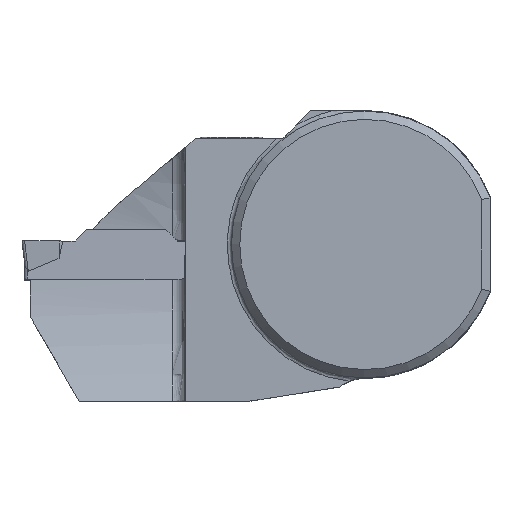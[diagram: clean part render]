
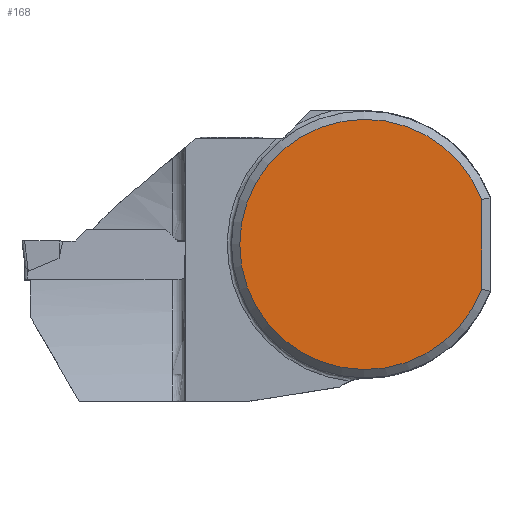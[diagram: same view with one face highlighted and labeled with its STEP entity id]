
A CAD part, top view. The second image highlights one B-rep face of the part: STEP entity #168.
In plain terms, the highlighted planar face has unit normal (0, 0, 1).
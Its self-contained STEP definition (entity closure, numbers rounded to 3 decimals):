
#120=PLANE('',#1759);
#168=ADVANCED_FACE('',(#285),#120,.F.);
#285=FACE_OUTER_BOUND('',#370,.T.);
#370=EDGE_LOOP('',(#782,#783));
#536=LINE('',#2403,#653);
#653=VECTOR('',#1942,1.);
#782=ORIENTED_EDGE('',*,*,#1412,.F.);
#783=ORIENTED_EDGE('',*,*,#1413,.T.);
#1256=VERTEX_POINT('',#2404);
#1257=VERTEX_POINT('',#2405);
#1412=EDGE_CURVE('',#1256,#1257,#536,.T.);
#1413=EDGE_CURVE('',#1256,#1257,#1639,.T.);
#1639=CIRCLE('',#1758,15.);
#1758=AXIS2_PLACEMENT_3D('',#2406,#1943,#1944);
#1759=AXIS2_PLACEMENT_3D('',#2407,#1945,#1946);
#1942=DIRECTION('',(0.,-1.,0.));
#1943=DIRECTION('',(0.,0.,1.));
#1944=DIRECTION('',(-1.,0.,0.));
#1945=DIRECTION('',(0.,0.,-1.));
#1946=DIRECTION('',(-1.,0.,0.));
#2403=CARTESIAN_POINT('',(14.,0.,0.325));
#2404=CARTESIAN_POINT('',(14.,5.385,0.325));
#2405=CARTESIAN_POINT('',(14.,-5.385,0.325));
#2406=CARTESIAN_POINT('',(0.,0.,0.325));
#2407=CARTESIAN_POINT('',(0.,0.,0.325));
